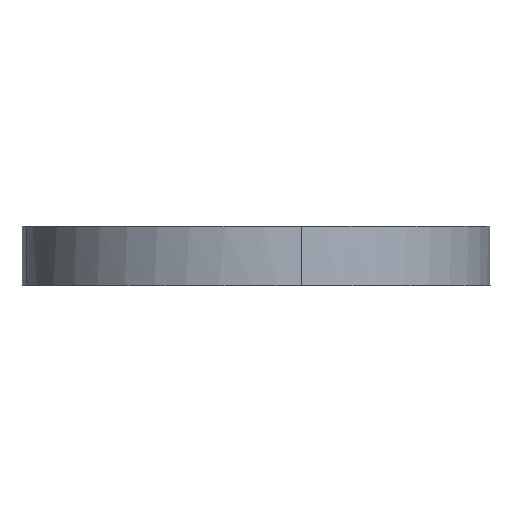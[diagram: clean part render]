
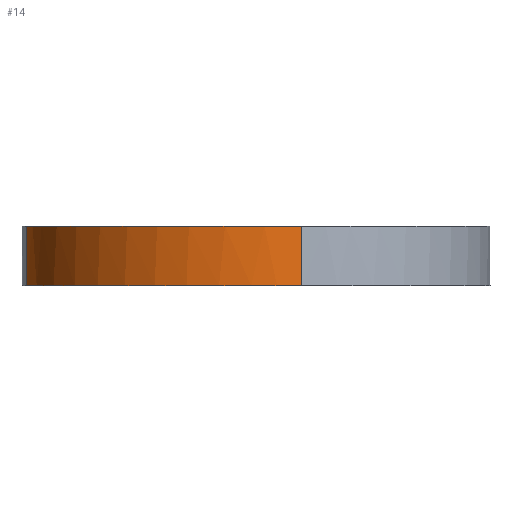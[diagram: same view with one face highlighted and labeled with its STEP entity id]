
A CAD part, front view. The second image highlights one B-rep face of the part: STEP entity #14.
In plain terms, the highlighted cylindrical face has radius 12 mm (diameter 24 mm), a partial arc.
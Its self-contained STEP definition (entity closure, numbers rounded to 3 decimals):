
#14=ADVANCED_FACE('',(#18),#74,.T.);
#18=FACE_OUTER_BOUND('',#22,.T.);
#22=EDGE_LOOP('',(#26,#27,#28,#29));
#26=ORIENTED_EDGE('',*,*,#44,.T.);
#27=ORIENTED_EDGE('',*,*,#45,.T.);
#28=ORIENTED_EDGE('',*,*,#43,.F.);
#29=ORIENTED_EDGE('',*,*,#42,.T.);
#42=EDGE_CURVE('',#66,#68,#58,.T.);
#43=EDGE_CURVE('',#66,#67,#54,.T.);
#44=EDGE_CURVE('',#68,#69,#55,.T.);
#45=EDGE_CURVE('',#69,#67,#59,.T.);
#54=B_SPLINE_CURVE_WITH_KNOTS('',3,(#195,#196,#197,#198),.UNSPECIFIED.,
 .F.,.F.,(4,4),(0.,3.068),.UNSPECIFIED.);
#55=B_SPLINE_CURVE_WITH_KNOTS('',3,(#199,#200,#201,#202),.UNSPECIFIED.,
 .F.,.F.,(4,4),(0.,3.068),.UNSPECIFIED.);
#58=(
BOUNDED_CURVE()
B_SPLINE_CURVE(2,(#192,#193,#194),.UNSPECIFIED.,.F.,.F.)
B_SPLINE_CURVE_WITH_KNOTS((3,3),(31.416,47.124),
 .UNSPECIFIED.)
CURVE()
GEOMETRIC_REPRESENTATION_ITEM()
RATIONAL_B_SPLINE_CURVE((1.,0.707,1.))
REPRESENTATION_ITEM('')
);
#59=(
BOUNDED_CURVE()
B_SPLINE_CURVE(2,(#203,#204,#205),.UNSPECIFIED.,.F.,.F.)
B_SPLINE_CURVE_WITH_KNOTS((3,3),(-47.124,-31.416),
 .UNSPECIFIED.)
CURVE()
GEOMETRIC_REPRESENTATION_ITEM()
RATIONAL_B_SPLINE_CURVE((1.,0.707,1.))
REPRESENTATION_ITEM('')
);
#66=VERTEX_POINT('',#184);
#67=VERTEX_POINT('',#185);
#68=VERTEX_POINT('',#186);
#69=VERTEX_POINT('',#187);
#74=CYLINDRICAL_SURFACE('',#166,12.);
#166=AXIS2_PLACEMENT_3D('',#180,#173,$);
#173=DIRECTION('',(0.,0.,1.));
#180=CARTESIAN_POINT('',(0.,0.,2.585));
#184=CARTESIAN_POINT('',(-11.769,-2.341,1.052));
#185=CARTESIAN_POINT('',(-11.769,-2.341,4.119));
#186=CARTESIAN_POINT('',(2.341,-11.769,1.052));
#187=CARTESIAN_POINT('',(2.341,-11.769,4.119));
#192=CARTESIAN_POINT('',(-11.769,-2.341,1.052));
#193=CARTESIAN_POINT('',(-9.428,-14.111,1.052));
#194=CARTESIAN_POINT('',(2.341,-11.769,1.052));
#195=CARTESIAN_POINT('',(-11.769,-2.341,1.052));
#196=CARTESIAN_POINT('',(-11.769,-2.341,2.074));
#197=CARTESIAN_POINT('',(-11.769,-2.341,3.097));
#198=CARTESIAN_POINT('',(-11.769,-2.341,4.119));
#199=CARTESIAN_POINT('',(2.341,-11.769,1.052));
#200=CARTESIAN_POINT('',(2.341,-11.769,2.074));
#201=CARTESIAN_POINT('',(2.341,-11.769,3.097));
#202=CARTESIAN_POINT('',(2.341,-11.769,4.119));
#203=CARTESIAN_POINT('',(2.341,-11.769,4.119));
#204=CARTESIAN_POINT('',(-9.428,-14.111,4.119));
#205=CARTESIAN_POINT('',(-11.769,-2.341,4.119));
